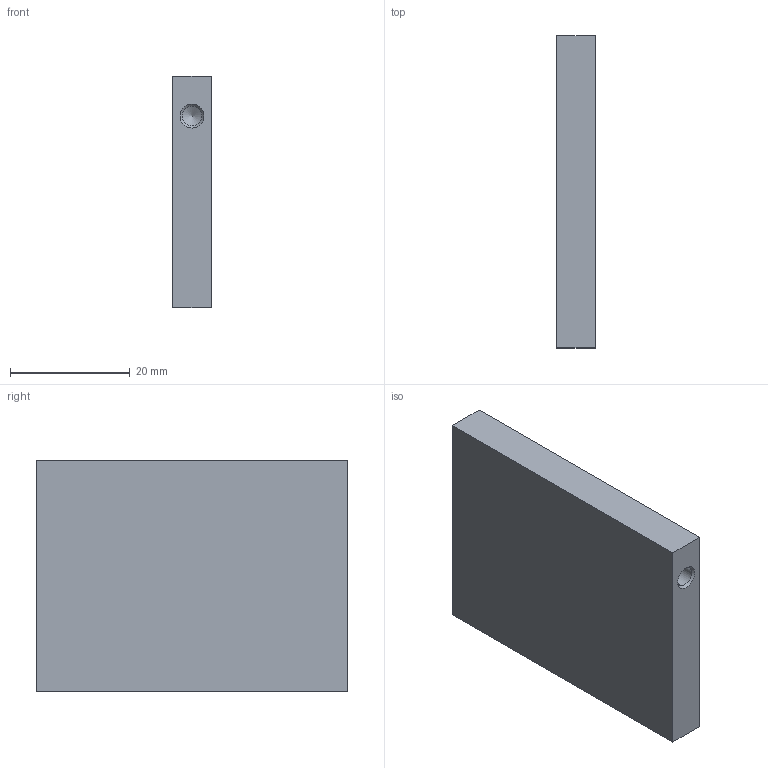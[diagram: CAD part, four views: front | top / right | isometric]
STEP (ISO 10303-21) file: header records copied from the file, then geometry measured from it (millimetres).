
FILE_DESCRIPTION(/* description */ (''),/* implementation_level */ '2;1');
FILE_NAME(/* name */ 'Hokuyo Front.stp',/* time_stamp */ '2020-09-25T20:12:18-05:00',/* author */ (''),/* organization */ (''),/* preprocessor_version */ 'ST-DEVELOPER v16',/* originating_system */ 'SIEMENS PLM Software NX 10.0',/* authorisation */ '');
FILE_SCHEMA (('CONFIG_CONTROL_DESIGN'));
Length unit declared in the file: millimetre
Products named in the file (1): Hokuyo Front
Bounding box: 6.35 x 52 x 38.65 mm (x, y, z)
Volume: 12474.5 mm3; surface area: 5500.4 mm2
Topology: 1 solids, 1 shells, 18 faces, 44 edges, 28 vertices
Faces by surface type: cone 8, plane 6, cylinder 4
Full cylindrical faces by diameter (mm): 3.3 x4
Entity records: 496 total; most frequent: DIRECTION 74, CARTESIAN_POINT 67, ORIENTED_EDGE 48, FACE_BOUND 31, AXIS2_PLACEMENT_3D 31, EDGE_LOOP 30, VERTEX_POINT 24, EDGE_CURVE 24
